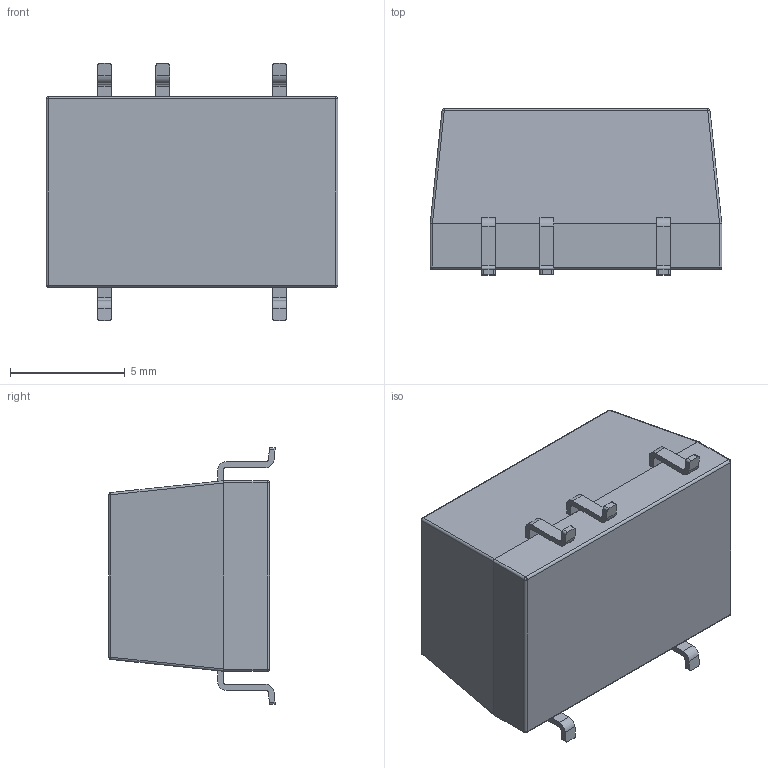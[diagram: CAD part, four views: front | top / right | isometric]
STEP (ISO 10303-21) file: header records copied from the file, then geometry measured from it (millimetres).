
FILE_DESCRIPTION (( 'STEP AP214' ), '1' );
FILE_NAME ('User Library-B_XT-1WR2.STEP', '2019-12-11T02:23:08', ( '' ), ( '' ), 'SwSTEP 2.0', 'SolidWorks 2019', '' );
FILE_SCHEMA (( 'AUTOMOTIVE_DESIGN' ));
Length unit declared in the file: millimetre
Products named in the file (3): B_XT-1WR2___ _________; User Library-B_XT-1WR2; B_XT-1WR2_leg___ _________
Assembly tree (6 placements, depth 2):
  User Library-B_XT-1WR2
    B_XT-1WR2___ _________
    B_XT-1WR2_leg___ _________  x5
Bounding box: 12.7 x 7.25 x 11.2 mm (x, y, z)
Volume: 686.8 mm3; surface area: 712.1 mm2
Topology: 7 solids, 7 shells, 119 faces, 296 edges, 184 vertices
Faces by surface type: plane 63, cylinder 48, sphere 8
Entity records: 1644 total; most frequent: CARTESIAN_POINT 280, DIRECTION 280, ORIENTED_EDGE 240, EDGE_CURVE 120, AXIS2_PLACEMENT_3D 104, VERTEX_POINT 72, LINE 72, VECTOR 72
